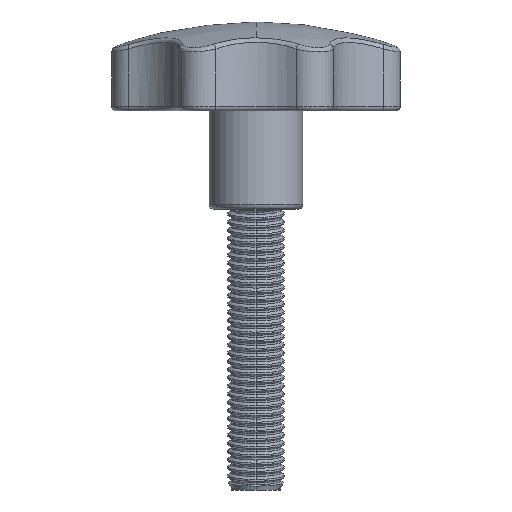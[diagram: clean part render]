
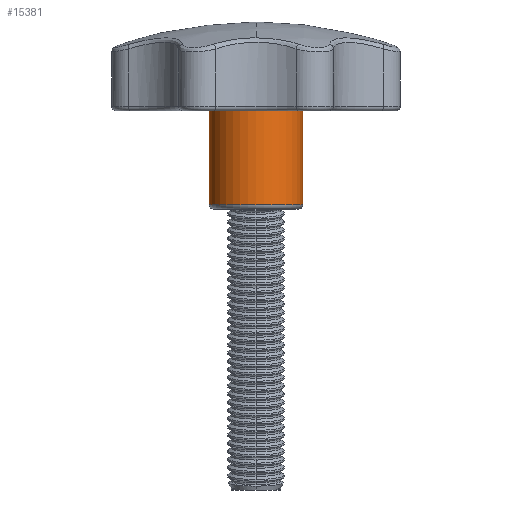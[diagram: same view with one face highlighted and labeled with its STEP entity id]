
A CAD part, front view. The second image highlights one B-rep face of the part: STEP entity #15381.
In plain terms, the highlighted cylindrical face has radius 10 mm (diameter 20 mm), a partial arc.
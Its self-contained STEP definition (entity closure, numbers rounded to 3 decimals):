
#22 = EDGE_CURVE ( 'NONE', #13601, #13602, #783, .T. ) ;
#24 = ORIENTED_EDGE ( 'NONE', *, *, #22, .T. ) ;
#779 = DIRECTION ( 'NONE',  ( -1., 0., 0. ) ) ;
#780 = DIRECTION ( 'NONE',  ( 0., 0., 1. ) ) ;
#781 = CARTESIAN_POINT ( 'NONE',  ( 0., 0., 31. ) ) ;
#782 = AXIS2_PLACEMENT_3D ( 'NONE', #781, #780, #779 ) ;
#783 = CIRCLE ( 'NONE', #782, 10. ) ;
#6586 = CARTESIAN_POINT ( 'NONE',  ( 10., 0., 31. ) ) ;
#6587 = CARTESIAN_POINT ( 'NONE',  ( -10., 0., 31. ) ) ;
#11370 = DIRECTION ( 'NONE',  ( 0., 0., -1. ) ) ;
#11371 = VECTOR ( 'NONE', #11370, 1000. ) ;
#11372 = CARTESIAN_POINT ( 'NONE',  ( -10., 0., -30. ) ) ;
#11377 = LINE ( 'NONE', #11372, #11371 ) ;
#12080 = CARTESIAN_POINT ( 'NONE',  ( -10., 0., 51. ) ) ;
#12104 = CARTESIAN_POINT ( 'NONE',  ( 10., 0., 51. ) ) ;
#12105 = DIRECTION ( 'NONE',  ( 0., 0., -1. ) ) ;
#12106 = VECTOR ( 'NONE', #12105, 1000. ) ;
#12107 = CARTESIAN_POINT ( 'NONE',  ( 10., 0., -30. ) ) ;
#12112 = LINE ( 'NONE', #12107, #12106 ) ;
#12577 = DIRECTION ( 'NONE',  ( -1., 0., 0. ) ) ;
#12578 = DIRECTION ( 'NONE',  ( 0., 0., -1. ) ) ;
#12579 = AXIS2_PLACEMENT_3D ( 'NONE', #12582, #12578, #12577 ) ;
#12580 = CYLINDRICAL_SURFACE ( 'NONE', #12579, 10. ) ;
#12582 = CARTESIAN_POINT ( 'NONE',  ( 0., 0., -30. ) ) ;
#12583 = FACE_OUTER_BOUND ( 'NONE', #15366, .T. ) ;
#12585 = DIRECTION ( 'NONE',  ( -1., 0., 0. ) ) ;
#12586 = DIRECTION ( 'NONE',  ( 0., 0., -1. ) ) ;
#12587 = CARTESIAN_POINT ( 'NONE',  ( 0., 0., 51. ) ) ;
#12588 = AXIS2_PLACEMENT_3D ( 'NONE', #12587, #12586, #12585 ) ;
#12589 = CIRCLE ( 'NONE', #12588, 10. ) ;
#12995 = ORIENTED_EDGE ( 'NONE', *, *, #14970, .T. ) ;
#13601 = VERTEX_POINT ( 'NONE', #6587 ) ;
#13602 = VERTEX_POINT ( 'NONE', #6586 ) ;
#14970 = EDGE_CURVE ( 'NONE', #15152, #13601, #11377, .T. ) ;
#15152 = VERTEX_POINT ( 'NONE', #12080 ) ;
#15161 = EDGE_CURVE ( 'NONE', #15164, #13602, #12112, .T. ) ;
#15164 = VERTEX_POINT ( 'NONE', #12104 ) ;
#15363 = ORIENTED_EDGE ( 'NONE', *, *, #15364, .T. ) ;
#15364 = EDGE_CURVE ( 'NONE', #15164, #15152, #12589, .T. ) ;
#15365 = ORIENTED_EDGE ( 'NONE', *, *, #15161, .F. ) ;
#15366 = EDGE_LOOP ( 'NONE', ( #15365, #15363, #12995, #24 ) ) ;
#15381 = ADVANCED_FACE ( 'NONE', ( #12583 ), #12580, .T. ) ;
